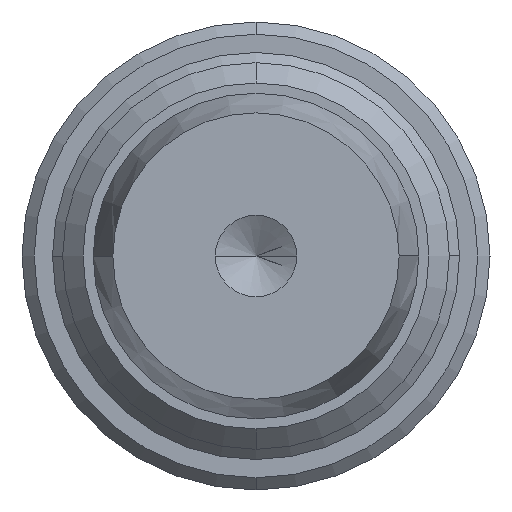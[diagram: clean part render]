
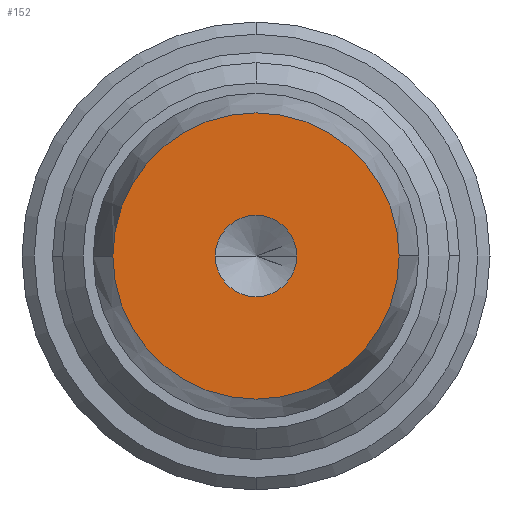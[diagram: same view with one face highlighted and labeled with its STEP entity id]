
A CAD part, front view. The second image highlights one B-rep face of the part: STEP entity #152.
In plain terms, the highlighted planar face has unit normal (0, -1, 0).
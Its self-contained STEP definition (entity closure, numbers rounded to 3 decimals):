
#124 = ORIENTED_EDGE ( 'NONE', *, *, #1392, .F. ) ;
#136 = DIRECTION ( 'NONE',  ( 0., 1., 0. ) ) ;
#152 = ADVANCED_FACE ( 'NONE', ( #843, #479 ), #754, .F. ) ;
#171 = CARTESIAN_POINT ( 'NONE',  ( 1., 0., 0. ) ) ;
#189 = EDGE_CURVE ( 'NONE', #641, #1131, #1124, .T. ) ;
#247 = CARTESIAN_POINT ( 'NONE',  ( 0., 0., 0. ) ) ;
#343 = EDGE_CURVE ( 'NONE', #1131, #641, #1028, .T. ) ;
#381 = DIRECTION ( 'NONE',  ( 0., -1., 0. ) ) ;
#434 = CARTESIAN_POINT ( 'NONE',  ( 0., 0., 0. ) ) ;
#479 = FACE_OUTER_BOUND ( 'NONE', #1110, .T. ) ;
#512 = CARTESIAN_POINT ( 'NONE',  ( 0., 0., 0. ) ) ;
#531 = AXIS2_PLACEMENT_3D ( 'NONE', #1353, #1120, #1360 ) ;
#569 = DIRECTION ( 'NONE',  ( 0., 1., 0. ) ) ;
#641 = VERTEX_POINT ( 'NONE', #1332 ) ;
#695 = CIRCLE ( 'NONE', #825, 1. ) ;
#704 = DIRECTION ( 'NONE',  ( -1., 0., 0. ) ) ;
#754 = PLANE ( 'NONE',  #531 ) ;
#825 = AXIS2_PLACEMENT_3D ( 'NONE', #247, #381, #845 ) ;
#843 = FACE_BOUND ( 'NONE', #1165, .T. ) ;
#845 = DIRECTION ( 'NONE',  ( 1., 0., 0. ) ) ;
#862 = CIRCLE ( 'NONE', #1166, 1. ) ;
#870 = ORIENTED_EDGE ( 'NONE', *, *, #343, .F. ) ;
#931 = DIRECTION ( 'NONE',  ( 1., 0., 0. ) ) ;
#995 = EDGE_CURVE ( 'NONE', #1404, #1218, #695, .T. ) ;
#1028 = CIRCLE ( 'NONE', #1554, 3.518 ) ;
#1052 = CARTESIAN_POINT ( 'NONE',  ( -1., 0., 0. ) ) ;
#1110 = EDGE_LOOP ( 'NONE', ( #1276, #870 ) ) ;
#1112 = DIRECTION ( 'NONE',  ( -1., 0., 0. ) ) ;
#1120 = DIRECTION ( 'NONE',  ( 0., 1., 0. ) ) ;
#1124 = CIRCLE ( 'NONE', #1136, 3.518 ) ;
#1128 = CARTESIAN_POINT ( 'NONE',  ( 3.518, 0., 0. ) ) ;
#1131 = VERTEX_POINT ( 'NONE', #1128 ) ;
#1136 = AXIS2_PLACEMENT_3D ( 'NONE', #512, #136, #1112 ) ;
#1165 = EDGE_LOOP ( 'NONE', ( #124, #1275 ) ) ;
#1166 = AXIS2_PLACEMENT_3D ( 'NONE', #1283, #1516, #931 ) ;
#1218 = VERTEX_POINT ( 'NONE', #171 ) ;
#1275 = ORIENTED_EDGE ( 'NONE', *, *, #995, .F. ) ;
#1276 = ORIENTED_EDGE ( 'NONE', *, *, #189, .F. ) ;
#1283 = CARTESIAN_POINT ( 'NONE',  ( 0., 0., 0. ) ) ;
#1332 = CARTESIAN_POINT ( 'NONE',  ( -3.518, 0., 0. ) ) ;
#1353 = CARTESIAN_POINT ( 'NONE',  ( -4., 0., 0. ) ) ;
#1360 = DIRECTION ( 'NONE',  ( -1., 0., 0. ) ) ;
#1392 = EDGE_CURVE ( 'NONE', #1218, #1404, #862, .T. ) ;
#1404 = VERTEX_POINT ( 'NONE', #1052 ) ;
#1516 = DIRECTION ( 'NONE',  ( 0., -1., 0. ) ) ;
#1554 = AXIS2_PLACEMENT_3D ( 'NONE', #434, #569, #704 ) ;
